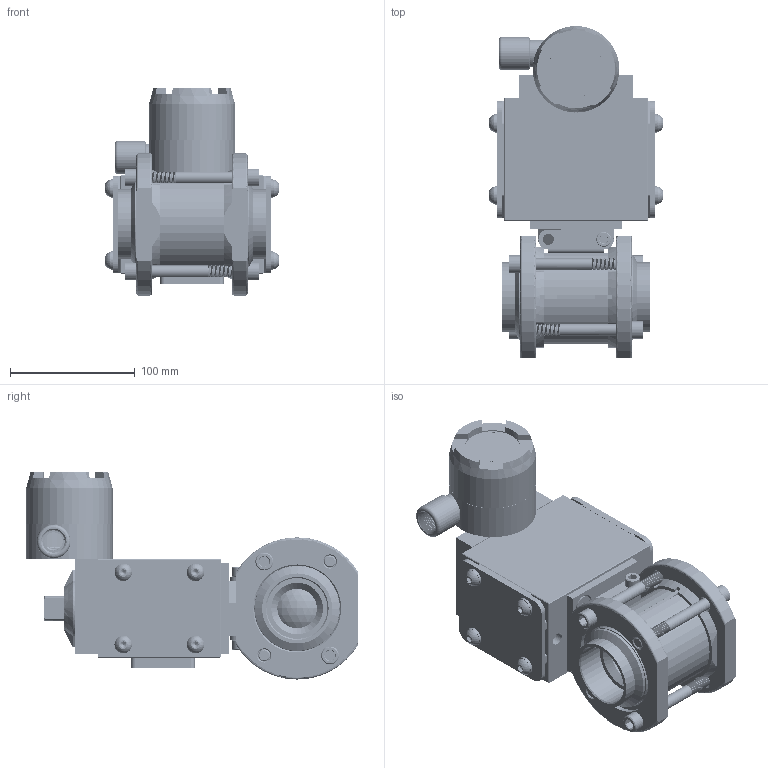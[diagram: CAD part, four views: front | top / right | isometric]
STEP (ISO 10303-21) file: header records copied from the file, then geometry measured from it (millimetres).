
FILE_DESCRIPTION (( 'STEP AP203' ), '1' );
FILE_NAME ('22XXSWSA522DLS.step', '2018-03-15T17:34:04', ( '' ), ( '' ), 'SwSTEP 2.0', 'SolidWorks 2017', '' );
FILE_SCHEMA (( 'CONFIG_CONTROL_DESIGN' ));
Products named in the file (1): 22XXSWSA522DLS
Bounding box: 139.51 x 266.2 x 166.14 mm (x, y, z)
Volume: 1309731.9 mm3; surface area: 419786.5 mm2
Topology: 53 solids, 53 shells, 2687 faces, 6883 edges, 4355 vertices
Faces by surface type: cylinder 1352, plane 744, cone 443, torus 67, bspline 63, sphere 18
Entity records: 115784 total; most frequent: CARTESIAN_POINT 53818, ORIENTED_EDGE 13602, DIRECTION 12441, EDGE_CURVE 6801, AXIS2_PLACEMENT_3D 4708, VERTEX_POINT 4353, VECTOR 3025, LINE 3025
